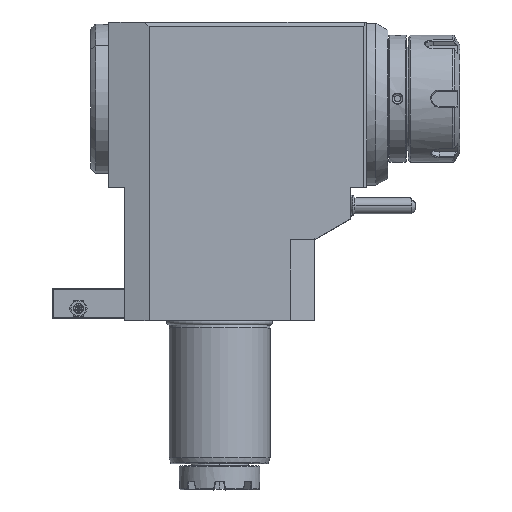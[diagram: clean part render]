
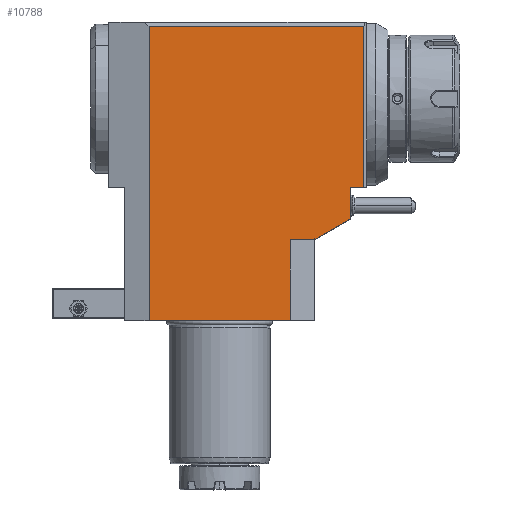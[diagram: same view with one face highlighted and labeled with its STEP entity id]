
A CAD part, top view. The second image highlights one B-rep face of the part: STEP entity #10788.
In plain terms, the highlighted planar face has unit normal (0, 0, 1).
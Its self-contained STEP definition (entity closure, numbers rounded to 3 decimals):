
#9=DIRECTION('',(-1.,0.,0.));
#10=VECTOR('',#9,70.);
#11=CARTESIAN_POINT('',(35.,0.,44.));
#12=LINE('',#11,#10);
#179=DIRECTION('',(0.,1.,0.));
#180=VECTOR('',#179,80.);
#181=CARTESIAN_POINT('',(71.5,66.,44.));
#182=LINE('',#181,#180);
#199=DIRECTION('',(0.,-1.,0.));
#200=VECTOR('',#199,15.608);
#201=CARTESIAN_POINT('',(65.,66.,44.));
#202=LINE('',#201,#200);
#203=DIRECTION('',(-0.866,-0.5,0.));
#204=VECTOR('',#203,20.785);
#205=CARTESIAN_POINT('',(65.,50.392,44.));
#206=LINE('',#205,#204);
#207=DIRECTION('',(0.,1.,0.));
#208=VECTOR('',#207,0.577);
#209=CARTESIAN_POINT('',(47.,40.,44.));
#210=LINE('',#209,#208);
#211=DIRECTION('',(0.866,0.5,0.));
#212=VECTOR('',#211,1.155);
#213=CARTESIAN_POINT('',(46.,40.,44.));
#214=LINE('',#213,#212);
#215=DIRECTION('',(0.,1.,0.));
#216=VECTOR('',#215,146.);
#217=CARTESIAN_POINT('',(-35.,0.,44.));
#218=LINE('',#217,#216);
#219=DIRECTION('',(1.,0.,0.));
#220=VECTOR('',#219,106.5);
#221=CARTESIAN_POINT('',(-35.,146.,44.));
#222=LINE('',#221,#220);
#223=DIRECTION('',(1.,0.,0.));
#224=VECTOR('',#223,6.5);
#225=CARTESIAN_POINT('',(65.,66.,44.));
#226=LINE('',#225,#224);
#239=DIRECTION('',(1.,0.,0.));
#240=VECTOR('',#239,11.);
#241=CARTESIAN_POINT('',(35.,40.,44.));
#242=LINE('',#241,#240);
#255=DIRECTION('',(0.,1.,0.));
#256=VECTOR('',#255,40.);
#257=CARTESIAN_POINT('',(35.,0.,44.));
#258=LINE('',#257,#256);
#10005=CARTESIAN_POINT('',(71.5,66.,44.));
#10006=VERTEX_POINT('',#10005);
#10009=CARTESIAN_POINT('',(35.,40.,44.));
#10010=CARTESIAN_POINT('',(46.,40.,44.));
#10011=VERTEX_POINT('',#10009);
#10012=VERTEX_POINT('',#10010);
#10343=CARTESIAN_POINT('',(35.,0.,44.));
#10344=CARTESIAN_POINT('',(-35.,0.,44.));
#10345=VERTEX_POINT('',#10343);
#10346=VERTEX_POINT('',#10344);
#10357=CARTESIAN_POINT('',(65.,50.392,44.));
#10358=CARTESIAN_POINT('',(47.,40.,44.));
#10359=VERTEX_POINT('',#10357);
#10360=VERTEX_POINT('',#10358);
#10374=CARTESIAN_POINT('',(71.5,146.,44.));
#10376=VERTEX_POINT('',#10374);
#10377=CARTESIAN_POINT('',(-35.,146.,44.));
#10378=VERTEX_POINT('',#10377);
#10477=CARTESIAN_POINT('',(47.,40.577,44.));
#10479=VERTEX_POINT('',#10477);
#10539=CARTESIAN_POINT('',(65.,66.,44.));
#10540=VERTEX_POINT('',#10539);
#10761=CARTESIAN_POINT('',(-53.475,40.,44.));
#10762=DIRECTION('',(0.,0.,1.));
#10763=DIRECTION('',(1.,0.,0.));
#10764=AXIS2_PLACEMENT_3D('',#10761,#10762,#10763);
#10765=PLANE('',#10764);
#10767=ORIENTED_EDGE('',*,*,#10766,.F.);
#10769=ORIENTED_EDGE('',*,*,#10768,.T.);
#10771=ORIENTED_EDGE('',*,*,#10770,.T.);
#10773=ORIENTED_EDGE('',*,*,#10772,.T.);
#10775=ORIENTED_EDGE('',*,*,#10774,.F.);
#10777=ORIENTED_EDGE('',*,*,#10776,.F.);
#10779=ORIENTED_EDGE('',*,*,#10778,.F.);
#10780=ORIENTED_EDGE('',*,*,#10558,.T.);
#10782=ORIENTED_EDGE('',*,*,#10781,.T.);
#10784=ORIENTED_EDGE('',*,*,#10783,.T.);
#10785=ORIENTED_EDGE('',*,*,#10745,.F.);
#10786=EDGE_LOOP('',(#10767,#10769,#10771,#10773,#10775,#10777,#10779,#10780,
#10782,#10784,#10785));
#10787=FACE_OUTER_BOUND('',#10786,.F.);
#10558=EDGE_CURVE('',#10345,#10346,#12,.T.);
#10745=EDGE_CURVE('',#10006,#10376,#182,.T.);
#10766=EDGE_CURVE('',#10540,#10006,#226,.T.);
#10768=EDGE_CURVE('',#10540,#10359,#202,.T.);
#10770=EDGE_CURVE('',#10359,#10360,#206,.T.);
#10772=EDGE_CURVE('',#10360,#10479,#210,.T.);
#10774=EDGE_CURVE('',#10012,#10479,#214,.T.);
#10776=EDGE_CURVE('',#10011,#10012,#242,.T.);
#10778=EDGE_CURVE('',#10345,#10011,#258,.T.);
#10781=EDGE_CURVE('',#10346,#10378,#218,.T.);
#10783=EDGE_CURVE('',#10378,#10376,#222,.T.);
#10788=ADVANCED_FACE('',(#10787),#10765,.T.);
